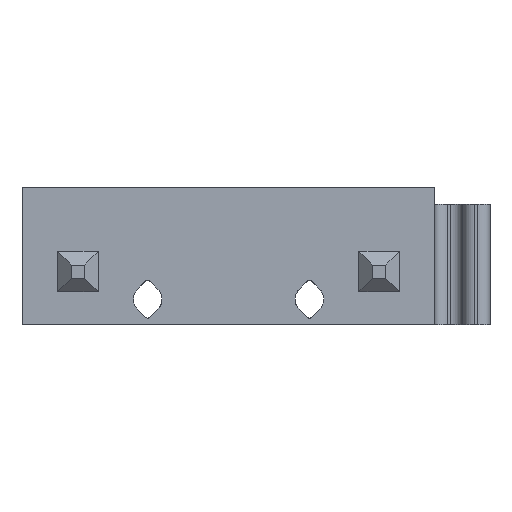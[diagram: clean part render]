
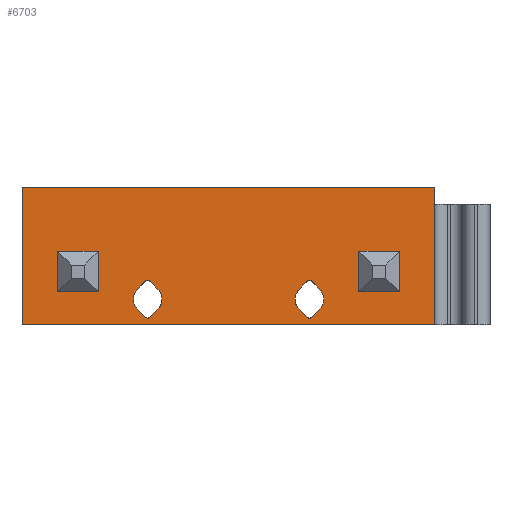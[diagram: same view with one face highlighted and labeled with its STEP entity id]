
A CAD part, left-side view. The second image highlights one B-rep face of the part: STEP entity #6703.
In plain terms, the highlighted planar face has unit normal (-1, 0, 0).
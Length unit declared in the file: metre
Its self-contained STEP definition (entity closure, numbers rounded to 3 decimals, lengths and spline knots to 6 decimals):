
#189=CIRCLE('',#7093,0.002075);
#190=CIRCLE('',#7094,0.0004);
#191=CIRCLE('',#7095,0.002075);
#192=CIRCLE('',#7096,0.0004);
#193=CIRCLE('',#7097,0.002075);
#194=CIRCLE('',#7098,0.0004);
#195=CIRCLE('',#7099,0.002075);
#196=CIRCLE('',#7100,0.0004);
#499=ORIENTED_EDGE('',*,*,#2577,.T.);
#500=ORIENTED_EDGE('',*,*,#2578,.T.);
#501=ORIENTED_EDGE('',*,*,#2579,.T.);
#502=ORIENTED_EDGE('',*,*,#2580,.T.);
#503=ORIENTED_EDGE('',*,*,#2581,.T.);
#504=ORIENTED_EDGE('',*,*,#2582,.T.);
#505=ORIENTED_EDGE('',*,*,#2583,.T.);
#506=ORIENTED_EDGE('',*,*,#2584,.T.);
#507=ORIENTED_EDGE('',*,*,#2585,.F.);
#508=ORIENTED_EDGE('',*,*,#2586,.T.);
#509=ORIENTED_EDGE('',*,*,#2587,.F.);
#510=ORIENTED_EDGE('',*,*,#2588,.F.);
#511=ORIENTED_EDGE('',*,*,#2589,.F.);
#512=ORIENTED_EDGE('',*,*,#2590,.F.);
#513=ORIENTED_EDGE('',*,*,#2591,.F.);
#514=ORIENTED_EDGE('',*,*,#2592,.T.);
#515=ORIENTED_EDGE('',*,*,#2593,.F.);
#516=ORIENTED_EDGE('',*,*,#2594,.T.);
#517=ORIENTED_EDGE('',*,*,#2595,.F.);
#518=ORIENTED_EDGE('',*,*,#2596,.T.);
#519=ORIENTED_EDGE('',*,*,#2597,.T.);
#520=ORIENTED_EDGE('',*,*,#2598,.T.);
#521=ORIENTED_EDGE('',*,*,#2599,.T.);
#522=ORIENTED_EDGE('',*,*,#2600,.T.);
#523=ORIENTED_EDGE('',*,*,#2601,.T.);
#524=ORIENTED_EDGE('',*,*,#2540,.F.);
#525=ORIENTED_EDGE('',*,*,#2602,.T.);
#526=ORIENTED_EDGE('',*,*,#2603,.T.);
#2540=EDGE_CURVE('',#3579,#3580,#4259,.F.);
#2577=EDGE_CURVE('',#3616,#3617,#4278,.T.);
#2578=EDGE_CURVE('',#3617,#3618,#4279,.F.);
#2579=EDGE_CURVE('',#3618,#3619,#4280,.F.);
#2580=EDGE_CURVE('',#3619,#3616,#4281,.T.);
#2581=EDGE_CURVE('',#3620,#3621,#4282,.F.);
#2582=EDGE_CURVE('',#3621,#3622,#4283,.F.);
#2583=EDGE_CURVE('',#3622,#3623,#4284,.T.);
#2584=EDGE_CURVE('',#3623,#3620,#4285,.T.);
#2585=EDGE_CURVE('',#3624,#3625,#189,.F.);
#2586=EDGE_CURVE('',#3624,#3626,#4286,.T.);
#2587=EDGE_CURVE('',#3627,#3626,#190,.F.);
#2588=EDGE_CURVE('',#3628,#3627,#4287,.T.);
#2589=EDGE_CURVE('',#3629,#3628,#191,.F.);
#2590=EDGE_CURVE('',#3630,#3629,#4288,.T.);
#2591=EDGE_CURVE('',#3631,#3630,#192,.F.);
#2592=EDGE_CURVE('',#3631,#3625,#4289,.T.);
#2593=EDGE_CURVE('',#3632,#3633,#4290,.T.);
#2594=EDGE_CURVE('',#3632,#3634,#193,.T.);
#2595=EDGE_CURVE('',#3635,#3634,#4291,.T.);
#2596=EDGE_CURVE('',#3635,#3636,#194,.T.);
#2597=EDGE_CURVE('',#3636,#3637,#4292,.T.);
#2598=EDGE_CURVE('',#3637,#3638,#195,.T.);
#2599=EDGE_CURVE('',#3638,#3639,#4293,.T.);
#2600=EDGE_CURVE('',#3639,#3633,#196,.T.);
#2601=EDGE_CURVE('',#3640,#3580,#4294,.T.);
#2602=EDGE_CURVE('',#3579,#3641,#4295,.T.);
#2603=EDGE_CURVE('',#3641,#3640,#4296,.F.);
#3579=VERTEX_POINT('',#9383);
#3580=VERTEX_POINT('',#9384);
#3616=VERTEX_POINT('',#9492);
#3617=VERTEX_POINT('',#9493);
#3618=VERTEX_POINT('',#9495);
#3619=VERTEX_POINT('',#9497);
#3620=VERTEX_POINT('',#9500);
#3621=VERTEX_POINT('',#9501);
#3622=VERTEX_POINT('',#9503);
#3623=VERTEX_POINT('',#9505);
#3624=VERTEX_POINT('',#9508);
#3625=VERTEX_POINT('',#9509);
#3626=VERTEX_POINT('',#9511);
#3627=VERTEX_POINT('',#9513);
#3628=VERTEX_POINT('',#9515);
#3629=VERTEX_POINT('',#9517);
#3630=VERTEX_POINT('',#9519);
#3631=VERTEX_POINT('',#9521);
#3632=VERTEX_POINT('',#9524);
#3633=VERTEX_POINT('',#9525);
#3634=VERTEX_POINT('',#9527);
#3635=VERTEX_POINT('',#9529);
#3636=VERTEX_POINT('',#9531);
#3637=VERTEX_POINT('',#9533);
#3638=VERTEX_POINT('',#9535);
#3639=VERTEX_POINT('',#9537);
#3640=VERTEX_POINT('',#9540);
#3641=VERTEX_POINT('',#9542);
#4259=LINE('',#9382,#4984);
#4278=LINE('',#9491,#5003);
#4279=LINE('',#9494,#5004);
#4280=LINE('',#9496,#5005);
#4281=LINE('',#9498,#5006);
#4282=LINE('',#9499,#5007);
#4283=LINE('',#9502,#5008);
#4284=LINE('',#9504,#5009);
#4285=LINE('',#9506,#5010);
#4286=LINE('',#9510,#5011);
#4287=LINE('',#9514,#5012);
#4288=LINE('',#9518,#5013);
#4289=LINE('',#9522,#5014);
#4290=LINE('',#9523,#5015);
#4291=LINE('',#9528,#5016);
#4292=LINE('',#9532,#5017);
#4293=LINE('',#9536,#5018);
#4294=LINE('',#9539,#5019);
#4295=LINE('',#9541,#5020);
#4296=LINE('',#9543,#5021);
#4984=VECTOR('',#7615,1.);
#5003=VECTOR('',#7638,1.);
#5004=VECTOR('',#7639,1.);
#5005=VECTOR('',#7640,1.);
#5006=VECTOR('',#7641,1.);
#5007=VECTOR('',#7642,1.);
#5008=VECTOR('',#7643,1.);
#5009=VECTOR('',#7644,1.);
#5010=VECTOR('',#7645,1.);
#5011=VECTOR('',#7648,1.);
#5012=VECTOR('',#7651,1.);
#5013=VECTOR('',#7654,1.);
#5014=VECTOR('',#7657,1.);
#5015=VECTOR('',#7658,1.);
#5016=VECTOR('',#7661,1.);
#5017=VECTOR('',#7664,1.);
#5018=VECTOR('',#7667,1.);
#5019=VECTOR('',#7670,1.);
#5020=VECTOR('',#7671,1.);
#5021=VECTOR('',#7672,1.);
#5712=EDGE_LOOP('',(#499,#500,#501,#502));
#5713=EDGE_LOOP('',(#503,#504,#505,#506));
#5714=EDGE_LOOP('',(#507,#508,#509,#510,#511,#512,#513,#514));
#5715=EDGE_LOOP('',(#515,#516,#517,#518,#519,#520,#521,#522));
#5716=EDGE_LOOP('',(#523,#524,#525,#526));
#6099=FACE_BOUND('',#5712,.T.);
#6100=FACE_BOUND('',#5713,.T.);
#6101=FACE_BOUND('',#5714,.T.);
#6102=FACE_BOUND('',#5715,.T.);
#6103=FACE_BOUND('',#5716,.T.);
#6484=PLANE('',#7092);
#6703=ADVANCED_FACE('',(#6099,#6100,#6101,#6102,#6103),#6484,.F.);
#7092=AXIS2_PLACEMENT_3D('',#9490,#7636,#7637);
#7093=AXIS2_PLACEMENT_3D('',#9507,#7646,#7647);
#7094=AXIS2_PLACEMENT_3D('',#9512,#7649,#7650);
#7095=AXIS2_PLACEMENT_3D('',#9516,#7652,#7653);
#7096=AXIS2_PLACEMENT_3D('',#9520,#7655,#7656);
#7097=AXIS2_PLACEMENT_3D('',#9526,#7659,#7660);
#7098=AXIS2_PLACEMENT_3D('',#9530,#7662,#7663);
#7099=AXIS2_PLACEMENT_3D('',#9534,#7665,#7666);
#7100=AXIS2_PLACEMENT_3D('',#9538,#7668,#7669);
#7615=DIRECTION('',(0.,1.,0.));
#7636=DIRECTION('',(1.,0.,0.));
#7637=DIRECTION('',(0.,1.,0.));
#7638=DIRECTION('',(0.,0.,1.));
#7639=DIRECTION('',(0.,1.,0.));
#7640=DIRECTION('',(0.,0.,1.));
#7641=DIRECTION('',(0.,1.,0.));
#7642=DIRECTION('',(0.,0.,1.));
#7643=DIRECTION('',(0.,-1.,0.));
#7644=DIRECTION('',(0.,0.,1.));
#7645=DIRECTION('',(0.,-1.,0.));
#7646=DIRECTION('',(1.,0.,0.));
#7647=DIRECTION('',(0.,1.,0.));
#7648=DIRECTION('',(0.,0.707,-0.707));
#7649=DIRECTION('',(1.,0.,0.));
#7650=DIRECTION('',(0.,1.,0.));
#7651=DIRECTION('',(0.,-0.707,-0.707));
#7652=DIRECTION('',(1.,0.,0.));
#7653=DIRECTION('',(0.,1.,0.));
#7654=DIRECTION('',(0.,0.707,-0.707));
#7655=DIRECTION('',(1.,0.,0.));
#7656=DIRECTION('',(0.,1.,0.));
#7657=DIRECTION('',(0.,-0.707,-0.707));
#7658=DIRECTION('',(0.,-0.707,-0.707));
#7659=DIRECTION('',(1.,0.,0.));
#7660=DIRECTION('',(0.,1.,0.));
#7661=DIRECTION('',(0.,0.707,-0.707));
#7662=DIRECTION('',(1.,0.,0.));
#7663=DIRECTION('',(0.,1.,0.));
#7664=DIRECTION('',(0.,-0.707,-0.707));
#7665=DIRECTION('',(1.,0.,0.));
#7666=DIRECTION('',(0.,1.,0.));
#7667=DIRECTION('',(0.,0.707,-0.707));
#7668=DIRECTION('',(1.,0.,0.));
#7669=DIRECTION('',(0.,1.,0.));
#7670=DIRECTION('',(0.,0.,1.));
#7671=DIRECTION('',(0.,0.,-1.));
#7672=DIRECTION('',(0.,1.,0.));
#9382=CARTESIAN_POINT('',(1.230025,1.542111,0.38));
#9383=CARTESIAN_POINT('',(1.230025,1.65,0.38));
#9384=CARTESIAN_POINT('',(1.230025,1.590025,0.38));
#9490=CARTESIAN_POINT('',(1.230025,1.542111,0.38));
#9491=CARTESIAN_POINT('',(1.230025,1.601071,0.38));
#9492=CARTESIAN_POINT('',(1.230025,1.601071,0.364783));
#9493=CARTESIAN_POINT('',(1.230025,1.601071,0.370683));
#9494=CARTESIAN_POINT('',(1.230025,1.542111,0.370683));
#9495=CARTESIAN_POINT('',(1.230025,1.595171,0.370683));
#9496=CARTESIAN_POINT('',(1.230025,1.595171,0.38));
#9497=CARTESIAN_POINT('',(1.230025,1.595171,0.364783));
#9498=CARTESIAN_POINT('',(1.230025,1.542111,0.364783));
#9499=CARTESIAN_POINT('',(1.230025,1.638929,0.38));
#9500=CARTESIAN_POINT('',(1.230025,1.638929,0.370683));
#9501=CARTESIAN_POINT('',(1.230025,1.638929,0.364783));
#9502=CARTESIAN_POINT('',(1.230025,1.542111,0.364783));
#9503=CARTESIAN_POINT('',(1.230025,1.644829,0.364783));
#9504=CARTESIAN_POINT('',(1.230025,1.644829,0.38));
#9505=CARTESIAN_POINT('',(1.230025,1.644829,0.370683));
#9506=CARTESIAN_POINT('',(1.230025,1.542111,0.370683));
#9507=CARTESIAN_POINT('',(1.230025,1.608267,0.363733));
#9508=CARTESIAN_POINT('',(1.230025,1.606799,0.362266));
#9509=CARTESIAN_POINT('',(1.230025,1.606799,0.365201));
#9510=CARTESIAN_POINT('',(1.230025,1.565588,0.403477));
#9511=CARTESIAN_POINT('',(1.230025,1.607984,0.361082));
#9512=CARTESIAN_POINT('',(1.230025,1.608267,0.361365));
#9513=CARTESIAN_POINT('',(1.230025,1.608549,0.361082));
#9514=CARTESIAN_POINT('',(1.230025,1.584789,0.337322));
#9515=CARTESIAN_POINT('',(1.230025,1.609734,0.362266));
#9516=CARTESIAN_POINT('',(1.230025,1.608267,0.363733));
#9517=CARTESIAN_POINT('',(1.230025,1.609734,0.365201));
#9518=CARTESIAN_POINT('',(1.230025,1.568523,0.406412));
#9519=CARTESIAN_POINT('',(1.230025,1.608549,0.366385));
#9520=CARTESIAN_POINT('',(1.230025,1.608267,0.366102));
#9521=CARTESIAN_POINT('',(1.230025,1.607984,0.366385));
#9522=CARTESIAN_POINT('',(1.230025,1.581855,0.340256));
#9523=CARTESIAN_POINT('',(1.230025,1.596523,0.325588));
#9524=CARTESIAN_POINT('',(1.230025,1.633201,0.362266));
#9525=CARTESIAN_POINT('',(1.230025,1.632016,0.361082));
#9526=CARTESIAN_POINT('',(1.230025,1.631733,0.363733));
#9527=CARTESIAN_POINT('',(1.230025,1.633201,0.365201));
#9528=CARTESIAN_POINT('',(1.230025,1.580256,0.418145));
#9529=CARTESIAN_POINT('',(1.230025,1.632016,0.366385));
#9530=CARTESIAN_POINT('',(1.230025,1.631733,0.366102));
#9531=CARTESIAN_POINT('',(1.230025,1.631451,0.366385));
#9532=CARTESIAN_POINT('',(1.230025,1.593588,0.328523));
#9533=CARTESIAN_POINT('',(1.230025,1.630266,0.365201));
#9534=CARTESIAN_POINT('',(1.230025,1.631733,0.363733));
#9535=CARTESIAN_POINT('',(1.230025,1.630266,0.362266));
#9536=CARTESIAN_POINT('',(1.230025,1.577322,0.415211));
#9537=CARTESIAN_POINT('',(1.230025,1.631451,0.361082));
#9538=CARTESIAN_POINT('',(1.230025,1.631733,0.361365));
#9539=CARTESIAN_POINT('',(1.230025,1.590025,0.38));
#9540=CARTESIAN_POINT('',(1.230025,1.590025,0.36));
#9541=CARTESIAN_POINT('',(1.230025,1.65,0.38));
#9542=CARTESIAN_POINT('',(1.230025,1.65,0.36));
#9543=CARTESIAN_POINT('',(1.230025,1.662111,0.36));
